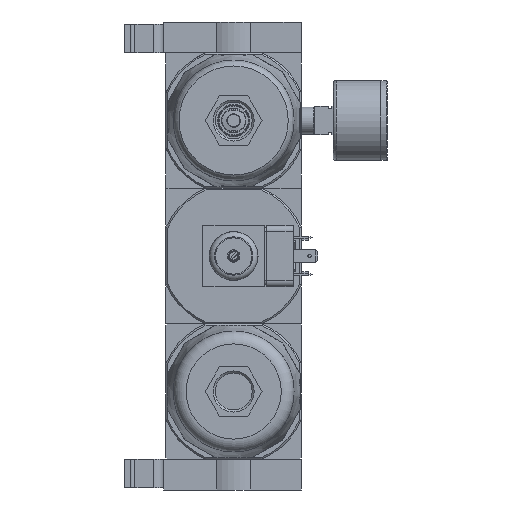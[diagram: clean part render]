
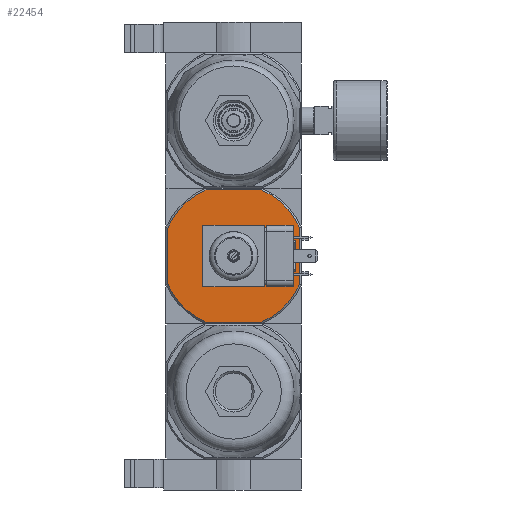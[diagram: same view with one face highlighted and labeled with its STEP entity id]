
A CAD part, front view. The second image highlights one B-rep face of the part: STEP entity #22454.
In plain terms, the highlighted planar face has unit normal (0, -1, 0).
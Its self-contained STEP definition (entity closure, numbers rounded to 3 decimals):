
#1772=CIRCLE('',#31654,6.579);
#1773=CIRCLE('',#31655,34.9);
#1774=CIRCLE('',#31656,34.9);
#1775=CIRCLE('',#31657,34.9);
#1776=CIRCLE('',#31658,34.9);
#5066=ORIENTED_EDGE('',*,*,#10118,.F.);
#5067=ORIENTED_EDGE('',*,*,#10119,.T.);
#5068=ORIENTED_EDGE('',*,*,#10120,.F.);
#5069=ORIENTED_EDGE('',*,*,#10114,.T.);
#5070=ORIENTED_EDGE('',*,*,#10121,.F.);
#5071=ORIENTED_EDGE('',*,*,#10122,.F.);
#5072=ORIENTED_EDGE('',*,*,#10123,.F.);
#5073=ORIENTED_EDGE('',*,*,#10124,.F.);
#5074=ORIENTED_EDGE('',*,*,#10125,.F.);
#10114=EDGE_CURVE('',#12914,#12915,#14787,.T.);
#10118=EDGE_CURVE('',#12918,#12918,#1772,.T.);
#10119=EDGE_CURVE('',#12919,#12920,#14789,.T.);
#10120=EDGE_CURVE('',#12914,#12920,#1773,.T.);
#10121=EDGE_CURVE('',#12921,#12915,#1774,.T.);
#10122=EDGE_CURVE('',#12922,#12921,#14790,.T.);
#10123=EDGE_CURVE('',#12923,#12922,#1775,.T.);
#10124=EDGE_CURVE('',#12924,#12923,#14791,.T.);
#10125=EDGE_CURVE('',#12919,#12924,#1776,.T.);
#12914=VERTEX_POINT('',#43411);
#12915=VERTEX_POINT('',#43412);
#12918=VERTEX_POINT('',#43426);
#12919=VERTEX_POINT('',#43428);
#12920=VERTEX_POINT('',#43429);
#12921=VERTEX_POINT('',#43432);
#12922=VERTEX_POINT('',#43434);
#12923=VERTEX_POINT('',#43436);
#12924=VERTEX_POINT('',#43438);
#14787=LINE('',#43410,#16454);
#14789=LINE('',#43427,#16456);
#14790=LINE('',#43433,#16457);
#14791=LINE('',#43437,#16458);
#16454=VECTOR('',#35990,1000.);
#16456=VECTOR('',#35996,1000.);
#16457=VECTOR('',#36001,1000.);
#16458=VECTOR('',#36004,1000.);
#18281=EDGE_LOOP('',(#5066));
#18282=EDGE_LOOP('',(#5067,#5068,#5069,#5070,#5071,#5072,#5073,#5074));
#20103=FACE_BOUND('',#18281,.T.);
#20104=FACE_BOUND('',#18282,.T.);
#21412=PLANE('',#31653);
#22454=ADVANCED_FACE('',(#20103,#20104),#21412,.F.);
#31653=AXIS2_PLACEMENT_3D('',#43424,#35992,#35993);
#31654=AXIS2_PLACEMENT_3D('',#43425,#35994,#35995);
#31655=AXIS2_PLACEMENT_3D('',#43430,#35997,#35998);
#31656=AXIS2_PLACEMENT_3D('',#43431,#35999,#36000);
#31657=AXIS2_PLACEMENT_3D('',#43435,#36002,#36003);
#31658=AXIS2_PLACEMENT_3D('',#43439,#36005,#36006);
#35990=DIRECTION('',(0.,0.,-1.));
#35992=DIRECTION('',(0.,1.,0.));
#35993=DIRECTION('',(0.,0.,1.));
#35994=DIRECTION('',(0.,-1.,0.));
#35995=DIRECTION('',(0.,0.,-1.));
#35996=DIRECTION('',(-1.,0.,0.));
#35997=DIRECTION('',(0.,1.,0.));
#35998=DIRECTION('',(-1.,0.,0.));
#35999=DIRECTION('',(0.,1.,0.));
#36000=DIRECTION('',(-1.,0.,0.));
#36001=DIRECTION('',(-1.,0.,0.));
#36002=DIRECTION('',(0.,1.,0.));
#36003=DIRECTION('',(-1.,0.,0.));
#36004=DIRECTION('',(0.,0.,-1.));
#36005=DIRECTION('',(0.,1.,0.));
#36006=DIRECTION('',(-1.,0.,0.));
#43410=CARTESIAN_POINT('',(-32.2,-33.,33.));
#43411=CARTESIAN_POINT('',(-32.2,-33.,13.46));
#43412=CARTESIAN_POINT('',(-32.2,-33.,-13.46));
#43424=CARTESIAN_POINT('',(-32.2,-33.,33.));
#43425=CARTESIAN_POINT('',(0.,-33.,0.));
#43426=CARTESIAN_POINT('',(0.,-33.,-6.579));
#43427=CARTESIAN_POINT('',(33.,-33.,32.2));
#43428=CARTESIAN_POINT('',(13.46,-33.,32.2));
#43429=CARTESIAN_POINT('',(-13.46,-33.,32.2));
#43430=CARTESIAN_POINT('',(0.,-33.,0.));
#43431=CARTESIAN_POINT('',(0.,-33.,0.));
#43432=CARTESIAN_POINT('',(-13.46,-33.,-32.2));
#43433=CARTESIAN_POINT('',(33.,-33.,-32.2));
#43434=CARTESIAN_POINT('',(13.46,-33.,-32.2));
#43435=CARTESIAN_POINT('',(0.,-33.,0.));
#43436=CARTESIAN_POINT('',(32.2,-33.,-13.46));
#43437=CARTESIAN_POINT('',(32.2,-33.,33.));
#43438=CARTESIAN_POINT('',(32.2,-33.,13.46));
#43439=CARTESIAN_POINT('',(0.,-33.,0.));
